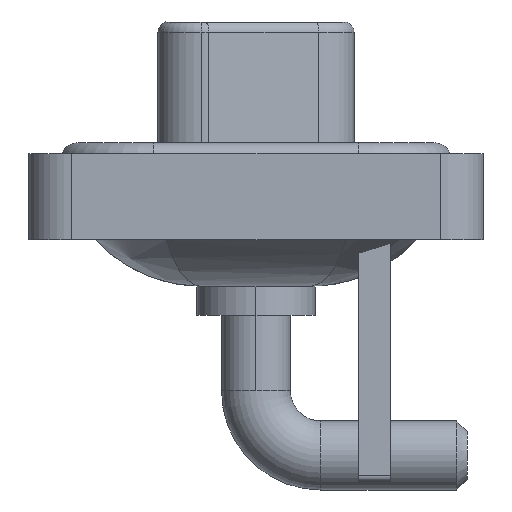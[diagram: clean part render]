
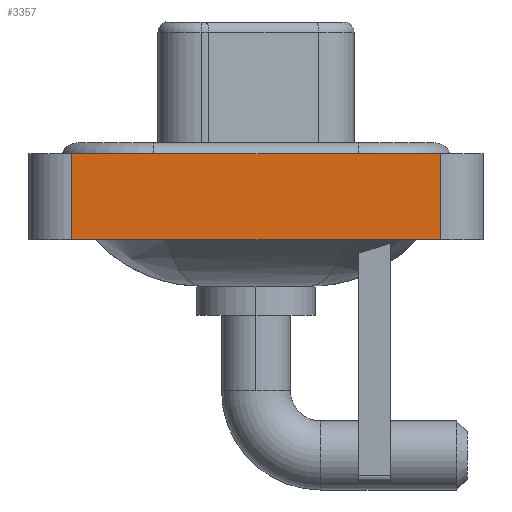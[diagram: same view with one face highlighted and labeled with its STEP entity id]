
A CAD part, left-side view. The second image highlights one B-rep face of the part: STEP entity #3357.
In plain terms, the highlighted planar face has unit normal (-1, 0, 0).
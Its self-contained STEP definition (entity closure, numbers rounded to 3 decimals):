
#35 = CARTESIAN_POINT ( 'NONE',  ( -7.3, -8.55, -3.6 ) ) ;
#547 = EDGE_CURVE ( 'NONE', #5818, #6715, #12981, .T. ) ;
#1631 = VECTOR ( 'NONE', #5311, 1000. ) ;
#1956 = ORIENTED_EDGE ( 'NONE', *, *, #5073, .T. ) ;
#2053 = FACE_OUTER_BOUND ( 'NONE', #5052, .T. ) ;
#2228 = CARTESIAN_POINT ( 'NONE',  ( -7.3, -8.55, -3.6 ) ) ;
#3307 = VECTOR ( 'NONE', #6194, 1000. ) ;
#3357 = ADVANCED_FACE ( 'NONE', ( #2053 ), #7284, .T. ) ;
#3513 = CARTESIAN_POINT ( 'NONE',  ( -7.3, -8.55, -3.6 ) ) ;
#3963 = LINE ( 'NONE', #35, #4224 ) ;
#4131 = DIRECTION ( 'NONE',  ( 0., 0., 1. ) ) ;
#4224 = VECTOR ( 'NONE', #4131, 1000. ) ;
#4405 = DIRECTION ( 'NONE',  ( 0., 0., 1. ) ) ;
#4515 = DIRECTION ( 'NONE',  ( 0., 0., 1. ) ) ;
#5052 = EDGE_LOOP ( 'NONE', ( #13828, #12351, #16283, #1956 ) ) ;
#5073 = EDGE_CURVE ( 'NONE', #11837, #14126, #12016, .T. ) ;
#5311 = DIRECTION ( 'NONE',  ( 0., -1., 0. ) ) ;
#5818 = VERTEX_POINT ( 'NONE', #10424 ) ;
#6194 = DIRECTION ( 'NONE',  ( 0., -1., 0. ) ) ;
#6291 = CARTESIAN_POINT ( 'NONE',  ( -7.3, -8.55, 0.4 ) ) ;
#6365 = CARTESIAN_POINT ( 'NONE',  ( -7.3, -8.55, 0.4 ) ) ;
#6715 = VERTEX_POINT ( 'NONE', #6291 ) ;
#7284 = PLANE ( 'NONE',  #8084 ) ;
#8083 = CARTESIAN_POINT ( 'NONE',  ( -7.3, -8.55, -3.6 ) ) ;
#8084 = AXIS2_PLACEMENT_3D ( 'NONE', #2228, #11207, #4515 ) ;
#9630 = LINE ( 'NONE', #14371, #10685 ) ;
#10424 = CARTESIAN_POINT ( 'NONE',  ( -7.3, 8.55, 0.4 ) ) ;
#10685 = VECTOR ( 'NONE', #4405, 1000. ) ;
#10724 = CARTESIAN_POINT ( 'NONE',  ( -7.3, 8.55, -3.6 ) ) ;
#11207 = DIRECTION ( 'NONE',  ( -1., 0., 0. ) ) ;
#11837 = VERTEX_POINT ( 'NONE', #10724 ) ;
#12016 = LINE ( 'NONE', #8083, #1631 ) ;
#12351 = ORIENTED_EDGE ( 'NONE', *, *, #547, .F. ) ;
#12981 = LINE ( 'NONE', #6365, #3307 ) ;
#13828 = ORIENTED_EDGE ( 'NONE', *, *, #14256, .T. ) ;
#14126 = VERTEX_POINT ( 'NONE', #3513 ) ;
#14256 = EDGE_CURVE ( 'NONE', #14126, #6715, #3963, .T. ) ;
#14371 = CARTESIAN_POINT ( 'NONE',  ( -7.3, 8.55, -3.6 ) ) ;
#16283 = ORIENTED_EDGE ( 'NONE', *, *, #16860, .F. ) ;
#16860 = EDGE_CURVE ( 'NONE', #11837, #5818, #9630, .T. ) ;
